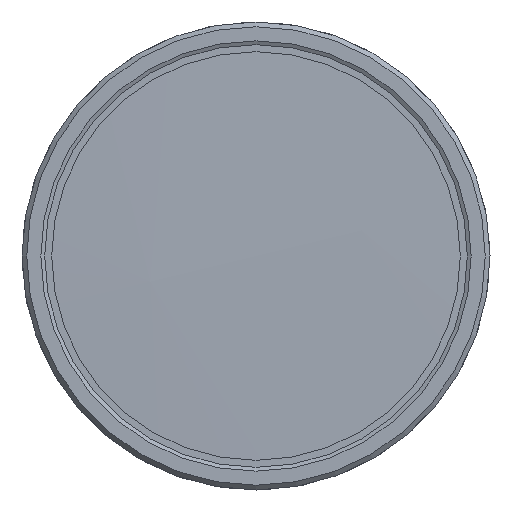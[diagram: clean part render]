
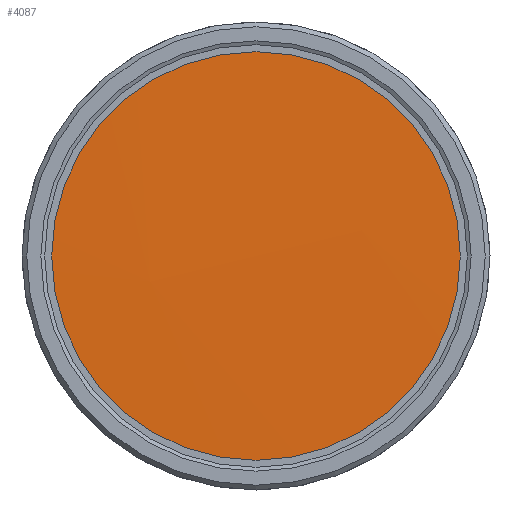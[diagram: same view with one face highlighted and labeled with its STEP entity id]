
A CAD part, left-side view. The second image highlights one B-rep face of the part: STEP entity #4087.
In plain terms, the highlighted spherical face has radius 1060 mm.
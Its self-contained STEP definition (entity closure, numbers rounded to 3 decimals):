
#786=SPHERICAL_SURFACE('',#4641,1060.);
#1137=FACE_OUTER_BOUND('',#1422,.T.);
#1422=EDGE_LOOP('',(#2947));
#1748=CIRCLE('',#4642,23.25);
#1935=VERTEX_POINT('',#6148);
#2342=EDGE_CURVE('',#1935,#1935,#1748,.T.);
#2947=ORIENTED_EDGE('',*,*,#2342,.F.);
#4087=ADVANCED_FACE('',(#1137),#786,.T.);
#4641=AXIS2_PLACEMENT_3D('',#6147,#5106,#5107);
#4642=AXIS2_PLACEMENT_3D('',#6149,#5108,#5109);
#5106=DIRECTION('center_axis',(0.,0.,1.));
#5107=DIRECTION('ref_axis',(1.,0.,0.));
#5108=DIRECTION('center_axis',(1.,0.,0.));
#5109=DIRECTION('ref_axis',(0.,0.,-1.));
#6147=CARTESIAN_POINT('Origin',(1060.,0.,0.));
#6148=CARTESIAN_POINT('',(0.255,23.25,0.));
#6149=CARTESIAN_POINT('Origin',(0.255,0.,0.));
